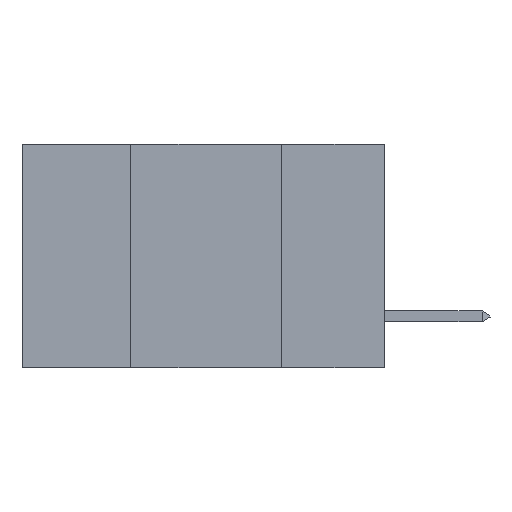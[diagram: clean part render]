
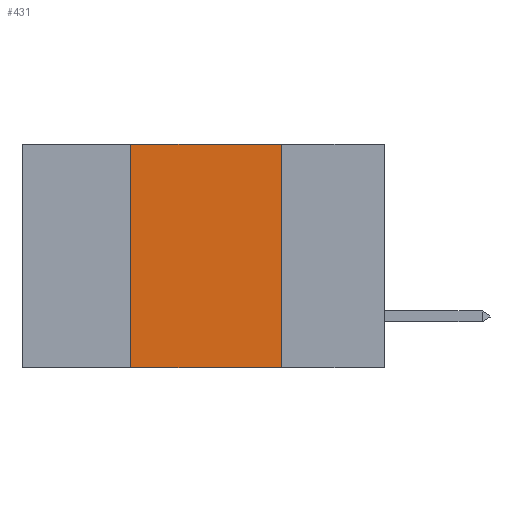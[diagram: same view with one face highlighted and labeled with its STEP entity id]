
A CAD part, left-side view. The second image highlights one B-rep face of the part: STEP entity #431.
In plain terms, the highlighted planar face has unit normal (-1, 0, 0).
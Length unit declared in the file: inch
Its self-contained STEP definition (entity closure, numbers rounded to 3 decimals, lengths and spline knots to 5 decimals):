
#202 = CARTESIAN_POINT ( 'NONE',  ( 0., 0.6, 0. ) ) ;
#431 = ADVANCED_FACE ( 'NONE', ( #11139 ), #18916, .F. ) ;
#813 = CARTESIAN_POINT ( 'NONE',  ( 0., 0.42, 0. ) ) ;
#977 = VECTOR ( 'NONE', #19018, 39.37008 ) ;
#1380 = EDGE_CURVE ( 'NONE', #10009, #3989, #11642, .T. ) ;
#2514 = ORIENTED_EDGE ( 'NONE', *, *, #19401, .F. ) ;
#3393 = ORIENTED_EDGE ( 'NONE', *, *, #15887, .F. ) ;
#3989 = VERTEX_POINT ( 'NONE', #19392 ) ;
#4254 = CARTESIAN_POINT ( 'NONE',  ( 0., 0.17, 0. ) ) ;
#4712 = ORIENTED_EDGE ( 'NONE', *, *, #19707, .T. ) ;
#4933 = CARTESIAN_POINT ( 'NONE',  ( 0., 0.42, 0. ) ) ;
#5356 = EDGE_LOOP ( 'NONE', ( #7418, #3393, #2514, #4712 ) ) ;
#5359 = DIRECTION ( 'NONE',  ( 0., -1., 0. ) ) ;
#5473 = VECTOR ( 'NONE', #13128, 39.37008 ) ;
#5565 = VERTEX_POINT ( 'NONE', #4933 ) ;
#7418 = ORIENTED_EDGE ( 'NONE', *, *, #1380, .F. ) ;
#9636 = LINE ( 'NONE', #813, #5473 ) ;
#10009 = VERTEX_POINT ( 'NONE', #4254 ) ;
#11024 = LINE ( 'NONE', #19121, #17124 ) ;
#11139 = FACE_OUTER_BOUND ( 'NONE', #5356, .T. ) ;
#11168 = VERTEX_POINT ( 'NONE', #22853 ) ;
#11642 = LINE ( 'NONE', #17523, #977 ) ;
#11726 = AXIS2_PLACEMENT_3D ( 'NONE', #22669, #11781, #13521 ) ;
#11781 = DIRECTION ( 'NONE',  ( 1., 0., 0. ) ) ;
#12589 = LINE ( 'NONE', #202, #18685 ) ;
#13128 = DIRECTION ( 'NONE',  ( 0., 0., 1. ) ) ;
#13521 = DIRECTION ( 'NONE',  ( 0., 0., -1. ) ) ;
#15793 = DIRECTION ( 'NONE',  ( 0., -1., 0. ) ) ;
#15887 = EDGE_CURVE ( 'NONE', #5565, #10009, #12589, .T. ) ;
#17124 = VECTOR ( 'NONE', #15793, 39.37008 ) ;
#17523 = CARTESIAN_POINT ( 'NONE',  ( 0., 0.17, 0. ) ) ;
#18685 = VECTOR ( 'NONE', #5359, 39.37008 ) ;
#18916 = PLANE ( 'NONE',  #11726 ) ;
#19018 = DIRECTION ( 'NONE',  ( 0., 0., -1. ) ) ;
#19121 = CARTESIAN_POINT ( 'NONE',  ( 0., 0.6, -0.37 ) ) ;
#19392 = CARTESIAN_POINT ( 'NONE',  ( 0., 0.17, -0.37 ) ) ;
#19401 = EDGE_CURVE ( 'NONE', #11168, #5565, #9636, .T. ) ;
#19707 = EDGE_CURVE ( 'NONE', #11168, #3989, #11024, .T. ) ;
#22669 = CARTESIAN_POINT ( 'NONE',  ( 0., 0.6, 0. ) ) ;
#22853 = CARTESIAN_POINT ( 'NONE',  ( 0., 0.42, -0.37 ) ) ;
